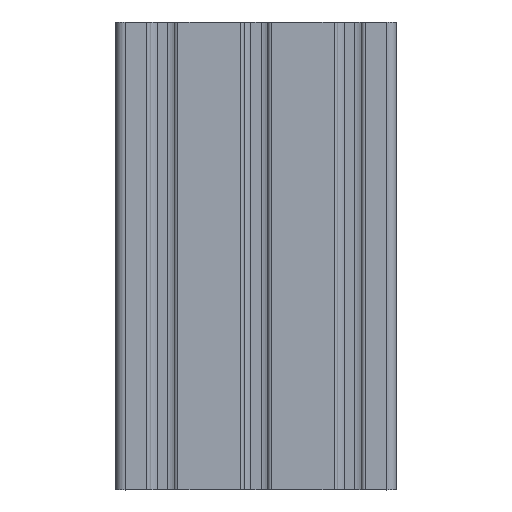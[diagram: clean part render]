
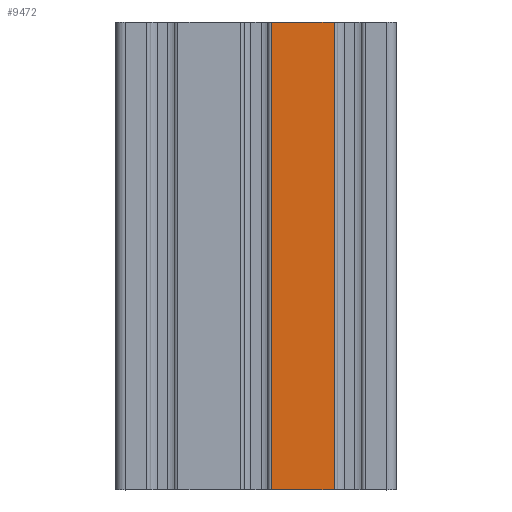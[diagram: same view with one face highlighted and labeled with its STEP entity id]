
A CAD part, top view. The second image highlights one B-rep face of the part: STEP entity #9472.
In plain terms, the highlighted planar face has unit normal (0, 0, 1).
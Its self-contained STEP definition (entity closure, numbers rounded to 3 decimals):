
#44 = PLANE('',#45);
#45 = AXIS2_PLACEMENT_3D('',#46,#47,#48);
#46 = CARTESIAN_POINT('',(-30.,50.,-10.));
#47 = DIRECTION('',(0.,-1.,0.));
#48 = DIRECTION('',(0.,0.,-1.));
#100 = PLANE('',#101);
#101 = AXIS2_PLACEMENT_3D('',#102,#103,#104);
#102 = CARTESIAN_POINT('',(-30.,-50.,-10.));
#103 = DIRECTION('',(0.,-1.,0.));
#104 = DIRECTION('',(0.,0.,-1.));
#1805 = VERTEX_POINT('',#1806);
#1806 = CARTESIAN_POINT('',(16.7,-50.,10.));
#1821 = CYLINDRICAL_SURFACE('',#1822,0.8);
#1822 = AXIS2_PLACEMENT_3D('',#1823,#1824,#1825);
#1823 = CARTESIAN_POINT('',(16.7,68.495,9.2));
#1824 = DIRECTION('',(-0.,1.,-0.));
#1825 = DIRECTION('',(0.,0.,-1.));
#1833 = EDGE_CURVE('',#1805,#1834,#1836,.T.);
#1834 = VERTEX_POINT('',#1835);
#1835 = CARTESIAN_POINT('',(3.3,-50.,10.));
#1836 = SURFACE_CURVE('',#1837,(#1841,#1848),.PCURVE_S1.);
#1837 = LINE('',#1838,#1839);
#1838 = CARTESIAN_POINT('',(30.,-50.,10.));
#1839 = VECTOR('',#1840,1.);
#1840 = DIRECTION('',(-1.,0.,0.));
#1841 = PCURVE('',#100,#1842);
#1842 = DEFINITIONAL_REPRESENTATION('',(#1843),#1847);
#1843 = LINE('',#1844,#1845);
#1844 = CARTESIAN_POINT('',(-20.,60.));
#1845 = VECTOR('',#1846,1.);
#1846 = DIRECTION('',(0.,-1.));
#1847 = ( GEOMETRIC_REPRESENTATION_CONTEXT(2) 
PARAMETRIC_REPRESENTATION_CONTEXT() REPRESENTATION_CONTEXT('2D SPACE',''
  ) );
#1848 = PCURVE('',#1849,#1854);
#1849 = PLANE('',#1850);
#1850 = AXIS2_PLACEMENT_3D('',#1851,#1852,#1853);
#1851 = CARTESIAN_POINT('',(30.,-50.,10.));
#1852 = DIRECTION('',(0.,0.,-1.));
#1853 = DIRECTION('',(-1.,0.,0.));
#1854 = DEFINITIONAL_REPRESENTATION('',(#1855),#1859);
#1855 = LINE('',#1856,#1857);
#1856 = CARTESIAN_POINT('',(0.,0.));
#1857 = VECTOR('',#1858,1.);
#1858 = DIRECTION('',(1.,0.));
#1859 = ( GEOMETRIC_REPRESENTATION_CONTEXT(2) 
PARAMETRIC_REPRESENTATION_CONTEXT() REPRESENTATION_CONTEXT('2D SPACE',''
  ) );
#1878 = CYLINDRICAL_SURFACE('',#1879,0.8);
#1879 = AXIS2_PLACEMENT_3D('',#1880,#1881,#1882);
#1880 = CARTESIAN_POINT('',(3.3,68.495,9.2));
#1881 = DIRECTION('',(-0.,1.,-0.));
#1882 = DIRECTION('',(0.,0.,-1.));
#8551 = VERTEX_POINT('',#8552);
#8552 = CARTESIAN_POINT('',(3.3,50.,10.));
#8574 = EDGE_CURVE('',#8575,#8551,#8577,.T.);
#8575 = VERTEX_POINT('',#8576);
#8576 = CARTESIAN_POINT('',(16.7,50.,10.));
#8577 = SURFACE_CURVE('',#8578,(#8582,#8589),.PCURVE_S1.);
#8578 = LINE('',#8579,#8580);
#8579 = CARTESIAN_POINT('',(30.,50.,10.));
#8580 = VECTOR('',#8581,1.);
#8581 = DIRECTION('',(-1.,0.,0.));
#8582 = PCURVE('',#44,#8583);
#8583 = DEFINITIONAL_REPRESENTATION('',(#8584),#8588);
#8584 = LINE('',#8585,#8586);
#8585 = CARTESIAN_POINT('',(-20.,60.));
#8586 = VECTOR('',#8587,1.);
#8587 = DIRECTION('',(0.,-1.));
#8588 = ( GEOMETRIC_REPRESENTATION_CONTEXT(2) 
PARAMETRIC_REPRESENTATION_CONTEXT() REPRESENTATION_CONTEXT('2D SPACE',''
  ) );
#8589 = PCURVE('',#1849,#8590);
#8590 = DEFINITIONAL_REPRESENTATION('',(#8591),#8595);
#8591 = LINE('',#8592,#8593);
#8592 = CARTESIAN_POINT('',(0.,100.));
#8593 = VECTOR('',#8594,1.);
#8594 = DIRECTION('',(1.,0.));
#8595 = ( GEOMETRIC_REPRESENTATION_CONTEXT(2) 
PARAMETRIC_REPRESENTATION_CONTEXT() REPRESENTATION_CONTEXT('2D SPACE',''
  ) );
#9472 = ADVANCED_FACE('',(#9473),#1849,.F.);
#9473 = FACE_BOUND('',#9474,.T.);
#9474 = EDGE_LOOP('',(#9475,#9476,#9497,#9498));
#9475 = ORIENTED_EDGE('',*,*,#8574,.T.);
#9476 = ORIENTED_EDGE('',*,*,#9477,.T.);
#9477 = EDGE_CURVE('',#8551,#1834,#9478,.T.);
#9478 = SURFACE_CURVE('',#9479,(#9483,#9490),.PCURVE_S1.);
#9479 = LINE('',#9480,#9481);
#9480 = CARTESIAN_POINT('',(3.3,68.495,10.));
#9481 = VECTOR('',#9482,1.);
#9482 = DIRECTION('',(0.,-1.,0.));
#9483 = PCURVE('',#1849,#9484);
#9484 = DEFINITIONAL_REPRESENTATION('',(#9485),#9489);
#9485 = LINE('',#9486,#9487);
#9486 = CARTESIAN_POINT('',(26.7,118.495));
#9487 = VECTOR('',#9488,1.);
#9488 = DIRECTION('',(-0.,-1.));
#9489 = ( GEOMETRIC_REPRESENTATION_CONTEXT(2) 
PARAMETRIC_REPRESENTATION_CONTEXT() REPRESENTATION_CONTEXT('2D SPACE',''
  ) );
#9490 = PCURVE('',#1878,#9491);
#9491 = DEFINITIONAL_REPRESENTATION('',(#9492),#9496);
#9492 = LINE('',#9493,#9494);
#9493 = CARTESIAN_POINT('',(3.142,0.));
#9494 = VECTOR('',#9495,1.);
#9495 = DIRECTION('',(0.,-1.));
#9496 = ( GEOMETRIC_REPRESENTATION_CONTEXT(2) 
PARAMETRIC_REPRESENTATION_CONTEXT() REPRESENTATION_CONTEXT('2D SPACE',''
  ) );
#9497 = ORIENTED_EDGE('',*,*,#1833,.F.);
#9498 = ORIENTED_EDGE('',*,*,#9499,.F.);
#9499 = EDGE_CURVE('',#8575,#1805,#9500,.T.);
#9500 = SURFACE_CURVE('',#9501,(#9505,#9512),.PCURVE_S1.);
#9501 = LINE('',#9502,#9503);
#9502 = CARTESIAN_POINT('',(16.7,68.495,10.));
#9503 = VECTOR('',#9504,1.);
#9504 = DIRECTION('',(0.,-1.,0.));
#9505 = PCURVE('',#1849,#9506);
#9506 = DEFINITIONAL_REPRESENTATION('',(#9507),#9511);
#9507 = LINE('',#9508,#9509);
#9508 = CARTESIAN_POINT('',(13.3,118.495));
#9509 = VECTOR('',#9510,1.);
#9510 = DIRECTION('',(-0.,-1.));
#9511 = ( GEOMETRIC_REPRESENTATION_CONTEXT(2) 
PARAMETRIC_REPRESENTATION_CONTEXT() REPRESENTATION_CONTEXT('2D SPACE',''
  ) );
#9512 = PCURVE('',#1821,#9513);
#9513 = DEFINITIONAL_REPRESENTATION('',(#9514),#9518);
#9514 = LINE('',#9515,#9516);
#9515 = CARTESIAN_POINT('',(3.142,0.));
#9516 = VECTOR('',#9517,1.);
#9517 = DIRECTION('',(0.,-1.));
#9518 = ( GEOMETRIC_REPRESENTATION_CONTEXT(2) 
PARAMETRIC_REPRESENTATION_CONTEXT() REPRESENTATION_CONTEXT('2D SPACE',''
  ) );
